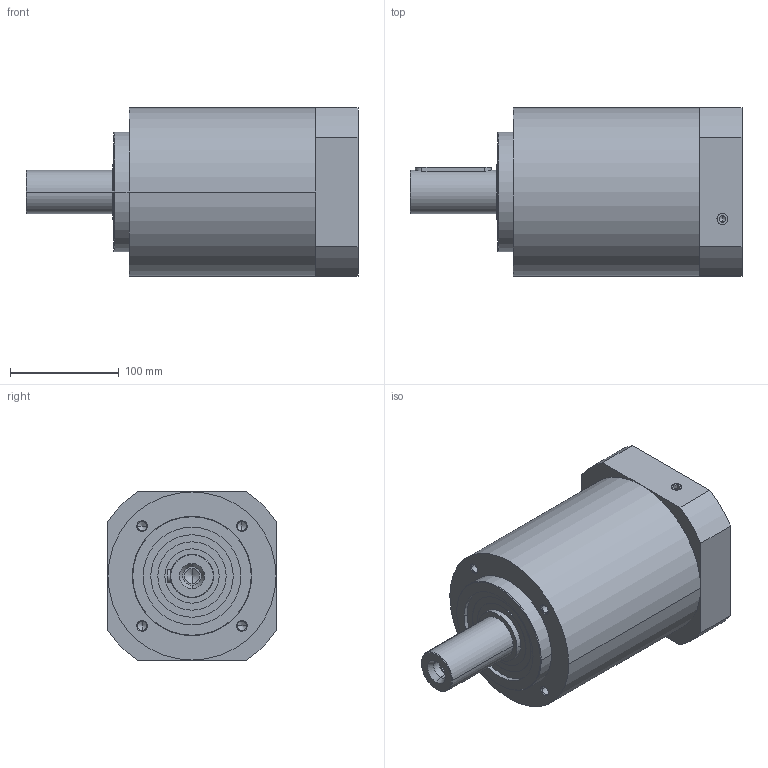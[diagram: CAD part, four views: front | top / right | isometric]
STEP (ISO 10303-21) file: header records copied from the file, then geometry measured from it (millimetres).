
FILE_DESCRIPTION((''),'2;1');
FILE_NAME('PD155-2.stp','2004-09-24T14:54:06',('mcoppola'),(''),'Autodesk Inventor 8','Autodesk Inventor 8','');
FILE_SCHEMA(('AUTOMOTIVE_DESIGN { 1 0 10303 214 1 1 1 1 }'));
Length unit declared in the file: millimetre
Products named in the file (1): PD155-2
Bounding box: 306 x 155 x 155 mm (x, y, z)
Volume: 4102637.2 mm3; surface area: 208563.2 mm2
Topology: 1 solids, 5 shells, 171 faces, 391 edges, 225 vertices
Faces by surface type: bspline 74, plane 43, cylinder 38, cone 16
Entity records: 5620 total; most frequent: CARTESIAN_POINT 2099, ORIENTED_EDGE 722, DIRECTION 717, EDGE_CURVE 361, AXIS2_PLACEMENT_3D 271, VERTEX_POINT 225, EDGE_LOOP 196, VECTOR 175
